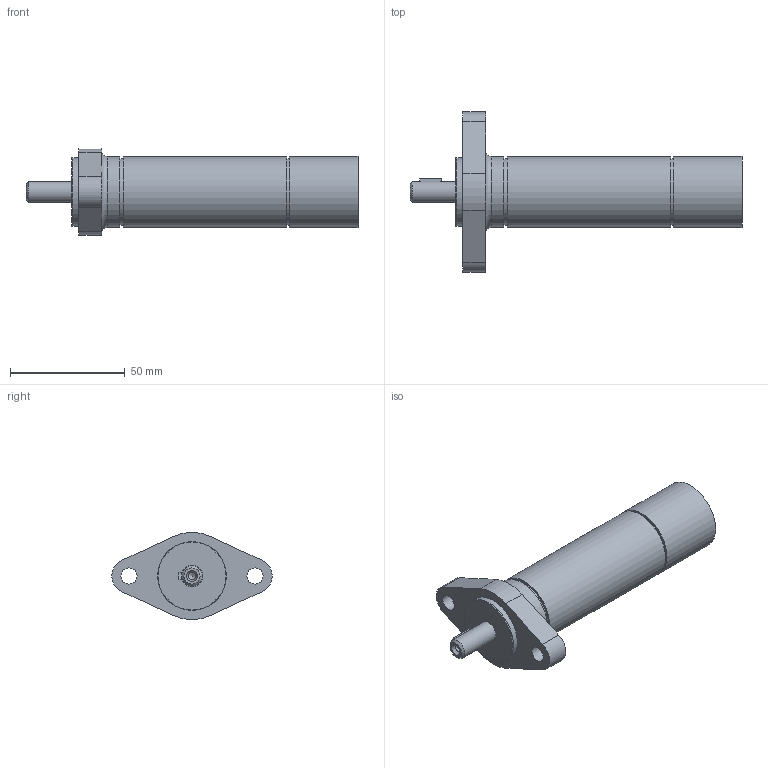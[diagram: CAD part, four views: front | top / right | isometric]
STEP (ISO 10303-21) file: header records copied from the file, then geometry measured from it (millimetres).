
FILE_DESCRIPTION(/* description */ ('MRD 12-280 F55'),/* implementation_level */ '2;1');
FILE_NAME(/* name */ 'MRD 12-280 F55_29905907.stp',/* time_stamp */ '2024-03-14T09:39:53+01:00',/* author */ ('DSteinicke'),/* organization */ (''),/* preprocessor_version */ 'ST-DEVELOPER v20',/* originating_system */ 'Autodesk Inventor 2024',/* authorisation */ '');
FILE_SCHEMA (('AUTOMOTIVE_DESIGN { 1 0 10303 214 3 1 1 }'));
Length unit declared in the file: millimetre
Products named in the file (1): 29905907
Bounding box: 144.9 x 70 x 37.86 mm (x, y, z)
Volume: 103337.2 mm3; surface area: 18454.5 mm2
Topology: 1 solids, 2 shells, 138 faces, 339 edges, 221 vertices
Faces by surface type: plane 97, cylinder 23, cone 10, bspline 7, torus 1
Full cylindrical faces by diameter (mm): 3.242 x1, 4 x1, 7 x2, 8.566 x3, 9 x1, 9.5 x1, 29 x2, 30 x1, 31 x3
Entity records: 4313 total; most frequent: CARTESIAN_POINT 844, ORIENTED_EDGE 674, DIRECTION 645, EDGE_CURVE 337, LINE 237, VECTOR 237, VERTEX_POINT 221, AXIS2_PLACEMENT_3D 204
